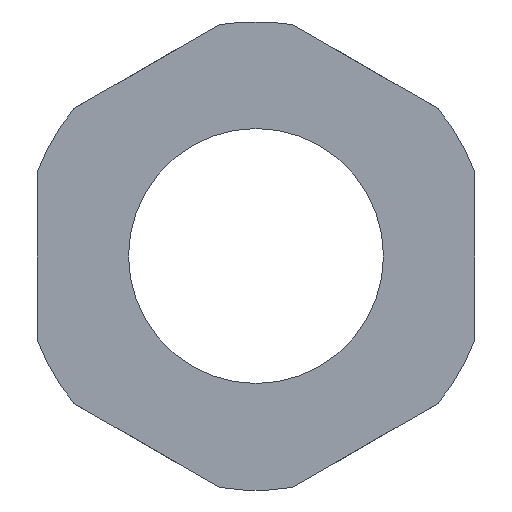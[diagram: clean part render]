
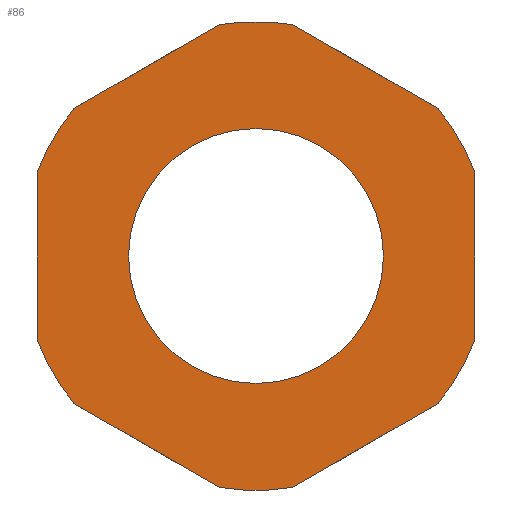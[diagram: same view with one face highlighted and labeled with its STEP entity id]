
A CAD part, front view. The second image highlights one B-rep face of the part: STEP entity #86.
In plain terms, the highlighted planar face has unit normal (0, -1, 0).
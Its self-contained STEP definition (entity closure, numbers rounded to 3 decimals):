
#86 = ADVANCED_FACE( '', ( #121, #122 ), #123, .F. );
#121 = FACE_BOUND( '', #166, .T. );
#122 = FACE_OUTER_BOUND( '', #167, .T. );
#123 = PLANE( '', #168 );
#166 = EDGE_LOOP( '', ( #270 ) );
#167 = EDGE_LOOP( '', ( #271, #272, #273, #274, #275, #276, #277, #278, #279, #280, #281, #282 ) );
#168 = AXIS2_PLACEMENT_3D( '', #283, #284, #285 );
#270 = ORIENTED_EDGE( '', *, *, #388, .T. );
#271 = ORIENTED_EDGE( '', *, *, #387, .F. );
#272 = ORIENTED_EDGE( '', *, *, #389, .F. );
#273 = ORIENTED_EDGE( '', *, *, #390, .F. );
#274 = ORIENTED_EDGE( '', *, *, #391, .F. );
#275 = ORIENTED_EDGE( '', *, *, #358, .F. );
#276 = ORIENTED_EDGE( '', *, *, #361, .F. );
#277 = ORIENTED_EDGE( '', *, *, #365, .F. );
#278 = ORIENTED_EDGE( '', *, *, #368, .F. );
#279 = ORIENTED_EDGE( '', *, *, #371, .F. );
#280 = ORIENTED_EDGE( '', *, *, #373, .F. );
#281 = ORIENTED_EDGE( '', *, *, #376, .F. );
#282 = ORIENTED_EDGE( '', *, *, #392, .F. );
#283 = CARTESIAN_POINT( '', ( 0., 0., 0. ) );
#284 = DIRECTION( '', ( 0., 1., 0. ) );
#285 = DIRECTION( '', ( 0., 0., 1. ) );
#358 = EDGE_CURVE( '', #415, #409, #417, .T. );
#361 = EDGE_CURVE( '', #420, #415, #422, .T. );
#365 = EDGE_CURVE( '', #427, #420, #429, .T. );
#368 = EDGE_CURVE( '', #432, #427, #434, .T. );
#371 = EDGE_CURVE( '', #436, #432, #438, .T. );
#373 = EDGE_CURVE( '', #439, #436, #441, .T. );
#376 = EDGE_CURVE( '', #444, #439, #446, .T. );
#387 = EDGE_CURVE( '', #462, #457, #464, .T. );
#388 = EDGE_CURVE( '', #465, #465, #466, .T. );
#389 = EDGE_CURVE( '', #467, #462, #468, .T. );
#390 = EDGE_CURVE( '', #469, #467, #470, .T. );
#391 = EDGE_CURVE( '', #409, #469, #471, .T. );
#392 = EDGE_CURVE( '', #457, #444, #472, .T. );
#409 = VERTEX_POINT( '', #497 );
#415 = VERTEX_POINT( '', #510 );
#417 = LINE( '', #513, #514 );
#420 = VERTEX_POINT( '', #517 );
#422 = CIRCLE( '', #520, 7.5 );
#427 = VERTEX_POINT( '', #531 );
#429 = LINE( '', #534, #535 );
#432 = VERTEX_POINT( '', #538 );
#434 = CIRCLE( '', #541, 7.5 );
#436 = VERTEX_POINT( '', #546 );
#438 = LINE( '', #549, #550 );
#439 = VERTEX_POINT( '', #551 );
#441 = CIRCLE( '', #554, 7.5 );
#444 = VERTEX_POINT( '', #560 );
#446 = LINE( '', #563, #564 );
#457 = VERTEX_POINT( '', #575 );
#462 = VERTEX_POINT( '', #587 );
#464 = LINE( '', #590, #591 );
#465 = VERTEX_POINT( '', #592 );
#466 = CIRCLE( '', #593, 4.08 );
#467 = VERTEX_POINT( '', #594 );
#468 = CIRCLE( '', #595, 7.5 );
#469 = VERTEX_POINT( '', #596 );
#470 = LINE( '', #597, #598 );
#471 = CIRCLE( '', #599, 7.5 );
#472 = CIRCLE( '', #600, 7.5 );
#497 = CARTESIAN_POINT( '', ( 1.168, 0., -7.408 ) );
#510 = CARTESIAN_POINT( '', ( 5.832, 0., -4.716 ) );
#513 = CARTESIAN_POINT( '', ( 5.832, 0., -4.716 ) );
#514 = VECTOR( '', #626, 1000. );
#517 = CARTESIAN_POINT( '', ( 7., 0., -2.693 ) );
#520 = AXIS2_PLACEMENT_3D( '', #631, #632, #633 );
#531 = CARTESIAN_POINT( '', ( 7., 0., 2.693 ) );
#534 = CARTESIAN_POINT( '', ( 7., 0., 2.693 ) );
#535 = VECTOR( '', #635, 1000. );
#538 = CARTESIAN_POINT( '', ( 5.832, 0., 4.716 ) );
#541 = AXIS2_PLACEMENT_3D( '', #640, #641, #642 );
#546 = CARTESIAN_POINT( '', ( 1.168, 0., 7.408 ) );
#549 = CARTESIAN_POINT( '', ( 1.168, 0., 7.408 ) );
#550 = VECTOR( '', #644, 1000. );
#551 = CARTESIAN_POINT( '', ( -1.168, 0., 7.408 ) );
#554 = AXIS2_PLACEMENT_3D( '', #646, #647, #648 );
#560 = CARTESIAN_POINT( '', ( -5.832, 0., 4.716 ) );
#563 = CARTESIAN_POINT( '', ( -5.832, 0., 4.716 ) );
#564 = VECTOR( '', #650, 1000. );
#575 = CARTESIAN_POINT( '', ( -7., 0., 2.693 ) );
#587 = CARTESIAN_POINT( '', ( -7., 0., -2.693 ) );
#590 = CARTESIAN_POINT( '', ( -7., 0., -2.693 ) );
#591 = VECTOR( '', #671, 1000. );
#592 = CARTESIAN_POINT( '', ( 4.08, 0., 0. ) );
#593 = AXIS2_PLACEMENT_3D( '', #672, #673, #674 );
#594 = CARTESIAN_POINT( '', ( -5.832, 0., -4.716 ) );
#595 = AXIS2_PLACEMENT_3D( '', #675, #676, #677 );
#596 = CARTESIAN_POINT( '', ( -1.168, 0., -7.408 ) );
#597 = CARTESIAN_POINT( '', ( -1.168, 0., -7.408 ) );
#598 = VECTOR( '', #678, 1000. );
#599 = AXIS2_PLACEMENT_3D( '', #679, #680, #681 );
#600 = AXIS2_PLACEMENT_3D( '', #682, #683, #684 );
#626 = DIRECTION( '', ( -0.866, 0., -0.5 ) );
#631 = CARTESIAN_POINT( '', ( 0., 0., 0. ) );
#632 = DIRECTION( '', ( 0., 1., 0. ) );
#633 = DIRECTION( '', ( 1., 0., 0. ) );
#635 = DIRECTION( '', ( 0., 0., -1. ) );
#640 = CARTESIAN_POINT( '', ( 0., 0., 0. ) );
#641 = DIRECTION( '', ( 0., 1., 0. ) );
#642 = DIRECTION( '', ( 1., 0., 0. ) );
#644 = DIRECTION( '', ( 0.866, 0., -0.5 ) );
#646 = CARTESIAN_POINT( '', ( 0., 0., 0. ) );
#647 = DIRECTION( '', ( 0., 1., 0. ) );
#648 = DIRECTION( '', ( 1., 0., 0. ) );
#650 = DIRECTION( '', ( 0.866, 0., 0.5 ) );
#671 = DIRECTION( '', ( 0., 0., 1. ) );
#672 = CARTESIAN_POINT( '', ( 0., 0., 0. ) );
#673 = DIRECTION( '', ( 0., 1., 0. ) );
#674 = DIRECTION( '', ( 1., 0., 0. ) );
#675 = CARTESIAN_POINT( '', ( 0., 0., 0. ) );
#676 = DIRECTION( '', ( 0., 1., 0. ) );
#677 = DIRECTION( '', ( 1., 0., 0. ) );
#678 = DIRECTION( '', ( -0.866, 0., 0.5 ) );
#679 = CARTESIAN_POINT( '', ( 0., 0., 0. ) );
#680 = DIRECTION( '', ( 0., 1., 0. ) );
#681 = DIRECTION( '', ( 1., 0., 0. ) );
#682 = CARTESIAN_POINT( '', ( 0., 0., 0. ) );
#683 = DIRECTION( '', ( 0., 1., 0. ) );
#684 = DIRECTION( '', ( 1., 0., 0. ) );
